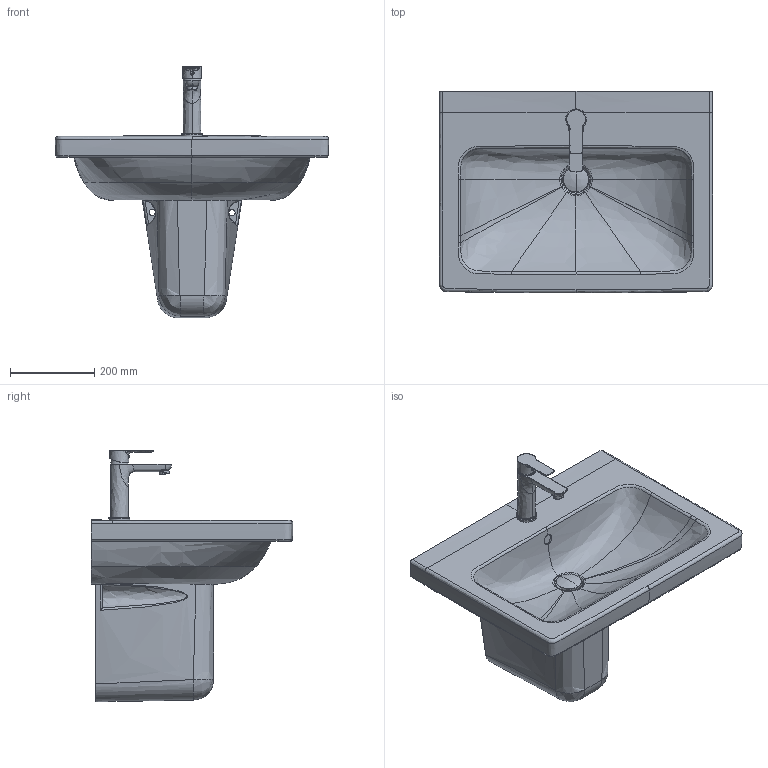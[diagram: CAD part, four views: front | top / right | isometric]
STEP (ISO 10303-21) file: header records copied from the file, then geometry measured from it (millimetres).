
FILE_DESCRIPTION(/* description */ (''),/* implementation_level */ '2;1');
FILE_NAME(/* name */ '239965_0857180000',/* time_stamp */ '2024-08-05T14:18:27+02:00',/* author */ (''),/* organization */ (''),/* preprocessor_version */ 'ST-DEVELOPER v15',/* originating_system */ '',/* authorisation */ '');
FILE_SCHEMA (('AUTOMOTIVE_DESIGN'));
Length unit declared in the file: millimetre
Products named in the file (1): Document
Bounding box: 650.29 x 480.19 x 598.98 mm (x, y, z)
Volume: 18485632.3 mm3; surface area: 1559441.1 mm2
Topology: 6 solids, 12 shells, 466 faces, 1136 edges, 692 vertices
Faces by surface type: bspline 387, plane 79
Entity records: 111670 total; most frequent: CARTESIAN_POINT 104901, ORIENTED_EDGE 2226, EDGE_CURVE 1129, B_SPLINE_CURVE_WITH_KNOTS 757, VERTEX_POINT 692, EDGE_LOOP 503, ADVANCED_FACE 466, FACE_OUTER_BOUND 466
